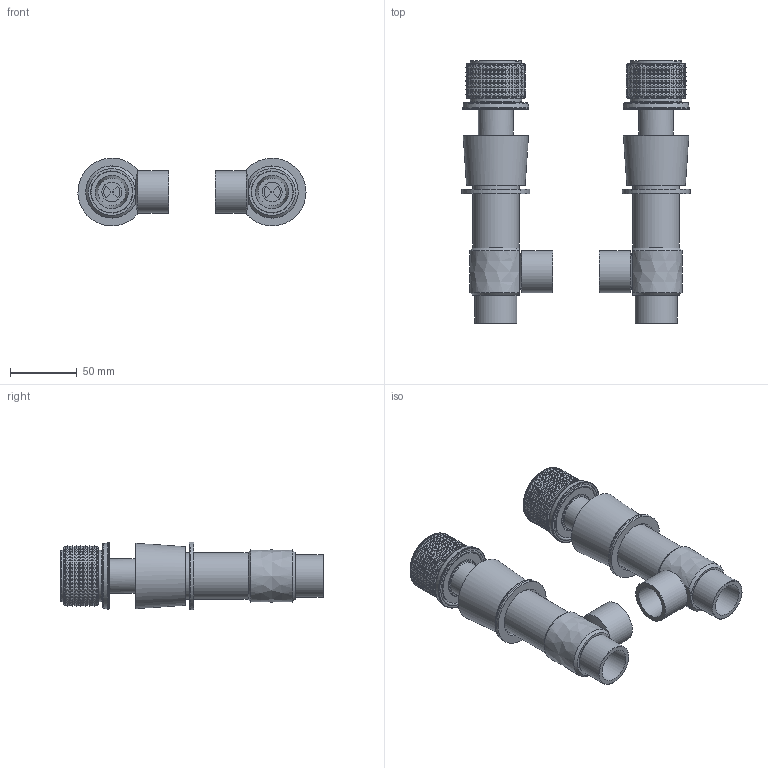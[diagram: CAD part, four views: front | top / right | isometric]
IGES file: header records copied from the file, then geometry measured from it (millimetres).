
Global section: file name: T20KA42-COR; native system: Autodesk Inventor 2020; preprocessor: unknown; author: adaniels; date: 20230130.123451; units: millimetre
Bounding box: 170.75 x 196.7 x 50.8 mm (x, y, z)
Volume: 345210.4 mm3; surface area: 194521.8 mm2
Topology: 52 solids, 52 shells, 5666 faces, 14358 edges, 8876 vertices
Faces by surface type: bspline 5666
